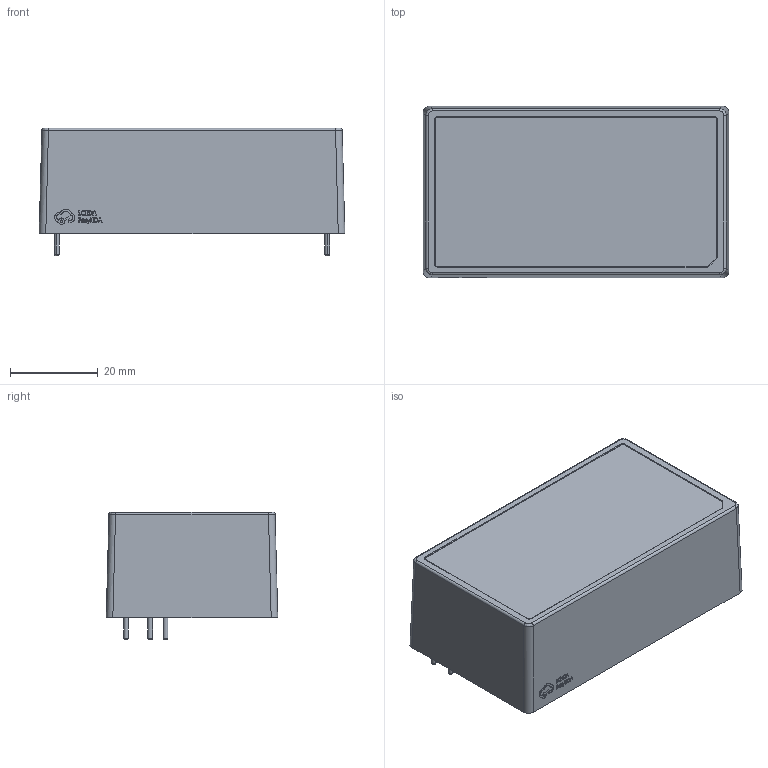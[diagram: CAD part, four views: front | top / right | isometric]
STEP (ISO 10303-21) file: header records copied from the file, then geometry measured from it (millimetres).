
FILE_DESCRIPTION (( 'STEP AP214' ), '1' );
FILE_NAME ('PWRM-TH_L69.5-W39.0_LD30-23B05R2.STEP', '2024-01-16T02:13:59', ( 'PC' ), ( 'Microsoft' ), 'SwSTEP 2.0', 'SolidWorks 2020', '' );
FILE_SCHEMA (( 'AUTOMOTIVE_DESIGN' ));
Length unit declared in the file: millimetre
Products named in the file (1): PWRM-TH_L69.5-W39.0_LD30-23B05R2
Bounding box: 69.5 x 39 x 29 mm (x, y, z)
Volume: 13656.7 mm3; surface area: 25273.3 mm2
Topology: 7 solids, 7 shells, 536 faces, 1413 edges, 920 vertices
Faces by surface type: plane 296, bspline 115, cylinder 93, cone 16, torus 16
Entity records: 23273 total; most frequent: CARTESIAN_POINT 5026, ORIENTED_EDGE 2810, DIRECTION 2242, EDGE_CURVE 1405, LINE 938, VECTOR 938, VERTEX_POINT 920, AXIS2_PLACEMENT_3D 652
